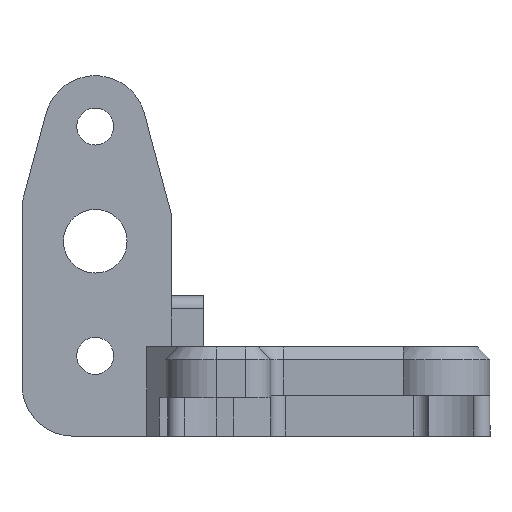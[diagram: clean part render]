
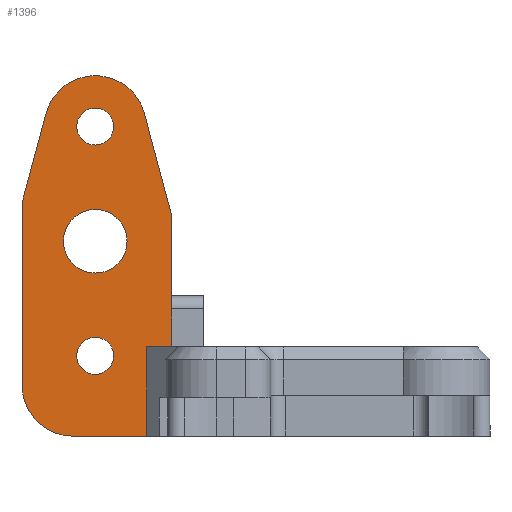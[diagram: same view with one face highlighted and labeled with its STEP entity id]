
A CAD part, front view. The second image highlights one B-rep face of the part: STEP entity #1396.
In plain terms, the highlighted planar face has unit normal (0, -1, 0).
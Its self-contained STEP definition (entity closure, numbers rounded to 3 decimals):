
#52=FACE_BOUND('',#199,.T.);
#53=FACE_BOUND('',#200,.T.);
#54=FACE_BOUND('',#201,.T.);
#63=CIRCLE('',#1492,4.);
#64=CIRCLE('',#1493,4.);
#65=CIRCLE('',#1494,1.45);
#66=CIRCLE('',#1495,1.45);
#67=CIRCLE('',#1496,2.5);
#119=FACE_OUTER_BOUND('',#198,.T.);
#198=EDGE_LOOP('',(#935,#936,#937,#938,#939,#940,#941,#942,#943));
#199=EDGE_LOOP('',(#944));
#200=EDGE_LOOP('',(#945));
#201=EDGE_LOOP('',(#946));
#288=LINE('',#2054,#439);
#291=LINE('',#2060,#442);
#292=LINE('',#2062,#443);
#293=LINE('',#2064,#444);
#294=LINE('',#2066,#445);
#295=LINE('',#2070,#446);
#296=LINE('',#2072,#447);
#439=VECTOR('',#1630,10.);
#442=VECTOR('',#1635,10.);
#443=VECTOR('',#1636,10.);
#444=VECTOR('',#1637,10.);
#445=VECTOR('',#1638,10.);
#446=VECTOR('',#1641,10.);
#447=VECTOR('',#1642,10.);
#589=VERTEX_POINT('',#2050);
#591=VERTEX_POINT('',#2053);
#593=VERTEX_POINT('',#2059);
#594=VERTEX_POINT('',#2061);
#595=VERTEX_POINT('',#2063);
#596=VERTEX_POINT('',#2065);
#597=VERTEX_POINT('',#2067);
#598=VERTEX_POINT('',#2069);
#599=VERTEX_POINT('',#2071);
#600=VERTEX_POINT('',#2074);
#601=VERTEX_POINT('',#2076);
#602=VERTEX_POINT('',#2078);
#724=EDGE_CURVE('',#591,#589,#288,.F.);
#727=EDGE_CURVE('',#593,#589,#291,.F.);
#728=EDGE_CURVE('',#594,#593,#292,.T.);
#729=EDGE_CURVE('',#594,#595,#293,.T.);
#730=EDGE_CURVE('',#596,#595,#294,.T.);
#731=EDGE_CURVE('',#597,#596,#63,.T.);
#732=EDGE_CURVE('',#598,#597,#295,.T.);
#733=EDGE_CURVE('',#599,#598,#296,.T.);
#734=EDGE_CURVE('',#591,#599,#64,.T.);
#735=EDGE_CURVE('',#600,#600,#65,.F.);
#736=EDGE_CURVE('',#601,#601,#66,.F.);
#737=EDGE_CURVE('',#602,#602,#67,.T.);
#935=ORIENTED_EDGE('',*,*,#727,.F.);
#936=ORIENTED_EDGE('',*,*,#728,.F.);
#937=ORIENTED_EDGE('',*,*,#729,.T.);
#938=ORIENTED_EDGE('',*,*,#730,.F.);
#939=ORIENTED_EDGE('',*,*,#731,.F.);
#940=ORIENTED_EDGE('',*,*,#732,.F.);
#941=ORIENTED_EDGE('',*,*,#733,.F.);
#942=ORIENTED_EDGE('',*,*,#734,.F.);
#943=ORIENTED_EDGE('',*,*,#724,.T.);
#944=ORIENTED_EDGE('',*,*,#735,.F.);
#945=ORIENTED_EDGE('',*,*,#736,.F.);
#946=ORIENTED_EDGE('',*,*,#737,.F.);
#1348=PLANE('',#1491);
#1396=ADVANCED_FACE('',(#119,#52,#53,#54),#1348,.F.);
#1491=AXIS2_PLACEMENT_3D('',#2058,#1633,#1634);
#1492=AXIS2_PLACEMENT_3D('',#2068,#1639,#1640);
#1493=AXIS2_PLACEMENT_3D('',#2073,#1643,#1644);
#1494=AXIS2_PLACEMENT_3D('',#2075,#1645,#1646);
#1495=AXIS2_PLACEMENT_3D('',#2077,#1647,#1648);
#1496=AXIS2_PLACEMENT_3D('',#2079,#1649,#1650);
#1630=DIRECTION('',(-1.,0.,0.));
#1633=DIRECTION('center_axis',(0.,1.,
0.));
#1634=DIRECTION('ref_axis',(0.,0.,-1.));
#1635=DIRECTION('',(0.,0.,1.));
#1636=DIRECTION('',(0.259,0.,-0.966));
#1637=DIRECTION('',(0.,0.,1.));
#1638=DIRECTION('',(0.259,0.,-0.966));
#1639=DIRECTION('center_axis',(0.,1.,
0.));
#1640=DIRECTION('ref_axis',(-0.966,0.,0.259));
#1641=DIRECTION('',(0.259,0.,0.966));
#1642=DIRECTION('',(0.,0.,1.));
#1643=DIRECTION('center_axis',(0.,1.,
0.));
#1644=DIRECTION('ref_axis',(-0.707,0.,-0.707));
#1645=DIRECTION('center_axis',(0.,1.,
0.));
#1646=DIRECTION('ref_axis',(0.,0.,1.));
#1647=DIRECTION('center_axis',(0.,1.,
0.));
#1648=DIRECTION('ref_axis',(0.,0.,1.));
#1649=DIRECTION('center_axis',(0.,-1.,
0.));
#1650=DIRECTION('ref_axis',(0.,0.,-1.));
#2050=CARTESIAN_POINT('',(-27.907,-61.917,-6.209));
#2053=CARTESIAN_POINT('',(-35.686,-61.917,-6.209));
#2054=CARTESIAN_POINT('',(-35.556,-61.917,-6.209));
#2058=CARTESIAN_POINT('Origin',(-29.801,-61.917,22.054));
#2059=CARTESIAN_POINT('',(-27.907,-61.917,11.005));
#2060=CARTESIAN_POINT('',(-27.907,-61.917,14.998));
#2061=CARTESIAN_POINT('',(-29.811,-61.917,18.104));
#2062=CARTESIAN_POINT('',(-30.435,-61.917,20.433));
#2063=CARTESIAN_POINT('',(-29.811,-61.917,18.154));
#2064=CARTESIAN_POINT('',(-29.811,-61.917,15.01));
#2065=CARTESIAN_POINT('',(-30.072,-61.917,19.13));
#2066=CARTESIAN_POINT('',(-30.429,-61.917,20.46));
#2067=CARTESIAN_POINT('',(-37.799,-61.917,19.13));
#2068=CARTESIAN_POINT('Origin',(-33.936,-61.917,18.094));
#2069=CARTESIAN_POINT('',(-39.686,-61.917,12.094));
#2070=CARTESIAN_POINT('',(-38.109,-61.917,17.976));
#2071=CARTESIAN_POINT('',(-39.686,-61.917,-2.209));
#2072=CARTESIAN_POINT('',(-39.686,-61.917,14.074));
#2073=CARTESIAN_POINT('Origin',(-35.686,-61.917,-2.209));
#2074=CARTESIAN_POINT('',(-33.936,-61.917,-1.356));
#2075=CARTESIAN_POINT('Origin',(-33.936,-61.917,0.094));
#2076=CARTESIAN_POINT('',(-33.936,-61.917,16.644));
#2077=CARTESIAN_POINT('Origin',(-33.936,-61.917,18.094));
#2078=CARTESIAN_POINT('',(-33.936,-61.917,11.594));
#2079=CARTESIAN_POINT('Origin',(-33.936,-61.917,9.094));
